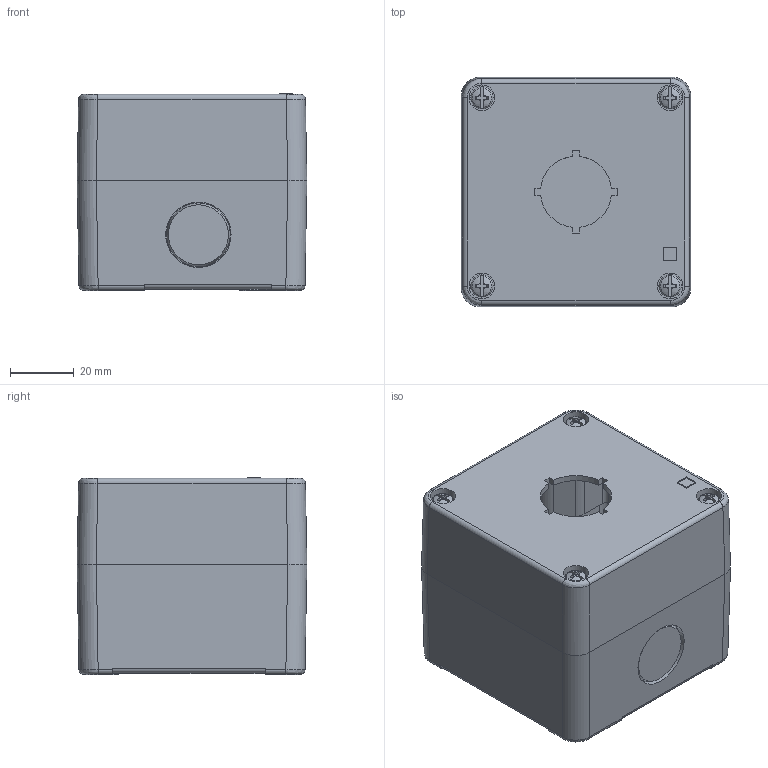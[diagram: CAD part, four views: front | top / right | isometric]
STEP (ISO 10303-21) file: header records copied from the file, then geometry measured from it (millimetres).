
FILE_DESCRIPTION(/* description */ (''),/* implementation_level */ '2;1');
FILE_NAME(/* name */ 'SIL22-1_stp.stp',/* time_stamp */ '2017-05-24T08:45:10+02:00',/* author */ ('ahoffmann'),/* organization */ (''),/* preprocessor_version */ 'ST-DEVELOPER v16.1',/* originating_system */ 'Autodesk Inventor 2016',/* authorisation */ '');
FILE_SCHEMA (('AUTOMOTIVE_DESIGN { 1 0 10303 214 3 1 1 }'));
Products named in the file (1): SIL22-1_vereinfacht
Bounding box: 72 x 72 x 61.8 mm (x, y, z)
Volume: 79739.4 mm3; surface area: 71849.9 mm2
Topology: 1 solids, 1 shells, 1399 faces, 3768 edges, 2460 vertices
Faces by surface type: plane 999, cylinder 241, bspline 74, cone 41, torus 36, sphere 8
Full cylindrical faces by diameter (mm): 0.159 x1, 0.162 x1, 2.8 x4, 3 x1, 3.5 x4, 5 x8, 5.891 x1, 6 x2, 7 x4, 7.2 x2, 7.225 x1, 7.6 x4, 8 x4, 16.2 x1, 20.5 x2
Entity records: 54970 total; most frequent: CARTESIAN_POINT 19976, ORIENTED_EDGE 7394, DIRECTION 6961, EDGE_CURVE 3697, LINE 2773, VECTOR 2773, VERTEX_POINT 2446, AXIS2_PLACEMENT_3D 2094
